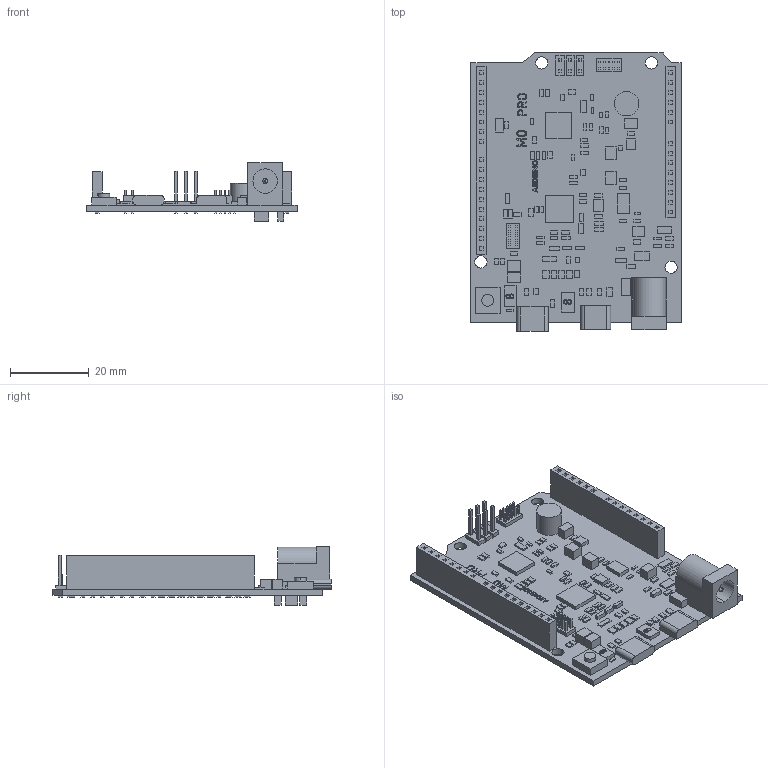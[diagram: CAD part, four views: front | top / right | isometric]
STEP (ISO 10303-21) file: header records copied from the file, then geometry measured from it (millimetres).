
FILE_DESCRIPTION (( 'STEP AP203' ), '1' );
FILE_NAME ('Arduino_M0_pro.STEP', '2021-12-08T19:49:24', ( '' ), ( '' ), 'SwSTEP 2.0', 'SolidWorks 2022', '' );
FILE_SCHEMA (( 'CONFIG_CONTROL_DESIGN' ));
Products named in the file (1): Arduino_M0_pro
Bounding box: 53.5 x 70.79 x 14.9 mm (x, y, z)
Volume: 9442.4 mm3; surface area: 13013.7 mm2
Topology: 119 solids, 119 shells, 1529 faces, 3440 edges, 2292 vertices
Faces by surface type: plane 1418, bspline 86, cylinder 23, torus 2
Entity records: 46541 total; most frequent: CARTESIAN_POINT 12836, ORIENTED_EDGE 6880, DIRECTION 6206, EDGE_CURVE 3440, VECTOR 3218, LINE 3218, VERTEX_POINT 2292, EDGE_LOOP 1680
